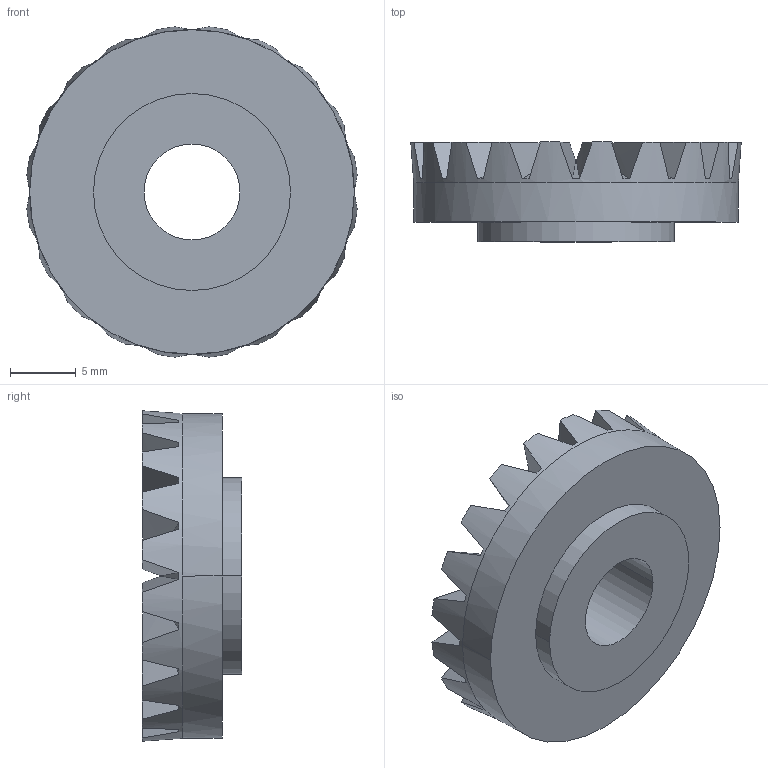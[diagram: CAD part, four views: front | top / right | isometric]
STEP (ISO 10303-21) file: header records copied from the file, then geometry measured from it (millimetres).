
FILE_DESCRIPTION(('STEP AP214'),'1');
FILE_NAME('PCT12108P102 - Stock.stp','2017-05-04T12:28:46',(' '),(' '),'Spatial InterOp 3D',' ',' ');
FILE_SCHEMA(('AUTOMOTIVE_DESIGN { 1 0 10303 214 1 1 1 1 }'));
Length unit declared in the file: millimetre
Products named in the file (1): PCT12108P102 - Stock
Bounding box: 25.15 x 7.58 x 25.15 mm (x, y, z)
Volume: 2503.1 mm3; surface area: 1920.7 mm2
Topology: 1 solids, 1 shells, 110 faces, 329 edges, 222 vertices
Faces by surface type: offset 60, cone 41, cylinder 6, plane 3
Entity records: 20453 total; most frequent: CARTESIAN_POINT 17129, ORIENTED_EDGE 654, EDGE_CURVE 327, DIRECTION 256, B_SPLINE_CURVE_WITH_KNOTS 247, VERTEX_POINT 221, AXIS2_PLACEMENT_3D 125, EDGE_LOOP 114
